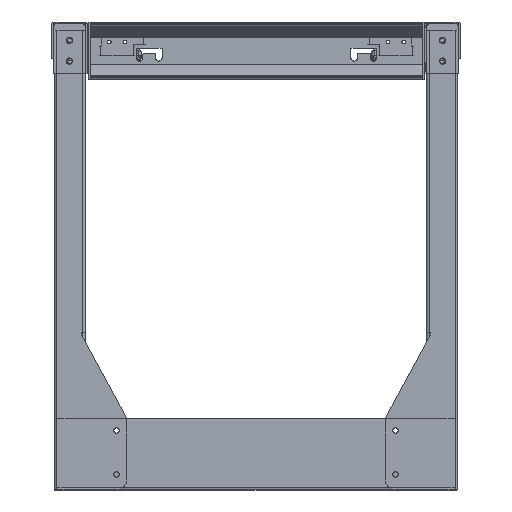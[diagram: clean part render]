
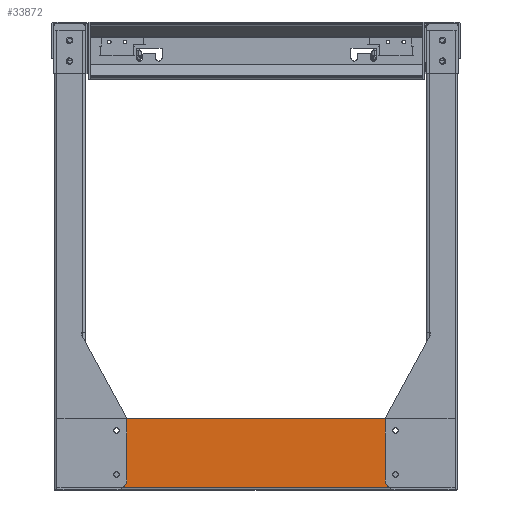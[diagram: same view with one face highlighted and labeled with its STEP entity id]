
A CAD part, left-side view. The second image highlights one B-rep face of the part: STEP entity #33872.
In plain terms, the highlighted planar face has unit normal (-1, 0, 0).
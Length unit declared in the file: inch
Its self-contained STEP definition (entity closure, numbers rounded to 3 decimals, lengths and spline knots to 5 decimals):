
#3507 = EDGE_CURVE ( 'NONE', #19920, #12371, #24791, .T. ) ;
#4017 = LINE ( 'NONE', #34011, #49765 ) ;
#4674 = VERTEX_POINT ( 'NONE', #26492 ) ;
#5180 = DIRECTION ( 'NONE',  ( 0., 0., 1. ) ) ;
#5726 = DIRECTION ( 'NONE',  ( -1., 0., 0. ) ) ;
#6148 = FACE_OUTER_BOUND ( 'NONE', #46245, .T. ) ;
#6462 = PLANE ( 'NONE',  #26684 ) ;
#6528 = EDGE_CURVE ( 'NONE', #22303, #23085, #13461, .T. ) ;
#8339 = DIRECTION ( 'NONE',  ( -1., 0., 0. ) ) ;
#8685 = VECTOR ( 'NONE', #33760, 39.37008 ) ;
#8721 = CARTESIAN_POINT ( 'NONE',  ( -10.27559, -4.91535, 0. ) ) ;
#9283 = CARTESIAN_POINT ( 'NONE',  ( -10.27559, 4.91535, 2.72835 ) ) ;
#12371 = VERTEX_POINT ( 'NONE', #42218 ) ;
#13461 = LINE ( 'NONE', #8721, #24292 ) ;
#15178 = DIRECTION ( 'NONE',  ( 0., 0., 1. ) ) ;
#15919 = EDGE_CURVE ( 'NONE', #12371, #60443, #46776, .T. ) ;
#16822 = VERTEX_POINT ( 'NONE', #58306 ) ;
#18863 = CIRCLE ( 'NONE', #55194, 0.3937 ) ;
#19055 = VECTOR ( 'NONE', #33927, 39.37008 ) ;
#19920 = VERTEX_POINT ( 'NONE', #31295 ) ;
#20419 = CARTESIAN_POINT ( 'NONE',  ( -10.27559, -5.30906, 0.3937 ) ) ;
#21609 = ORIENTED_EDGE ( 'NONE', *, *, #57247, .F. ) ;
#22303 = VERTEX_POINT ( 'NONE', #43431 ) ;
#22732 = AXIS2_PLACEMENT_3D ( 'NONE', #42064, #5726, #15178 ) ;
#23085 = VERTEX_POINT ( 'NONE', #43275 ) ;
#23860 = AXIS2_PLACEMENT_3D ( 'NONE', #20419, #38720, #43146 ) ;
#24292 = VECTOR ( 'NONE', #32707, 39.37008 ) ;
#24791 = LINE ( 'NONE', #9283, #19055 ) ;
#26492 = CARTESIAN_POINT ( 'NONE',  ( -10.27559, -5.06767, 0.08268 ) ) ;
#26684 = AXIS2_PLACEMENT_3D ( 'NONE', #39298, #35481, #49708 ) ;
#31295 = CARTESIAN_POINT ( 'NONE',  ( -10.27559, 4.91535, 0.3937 ) ) ;
#32707 = DIRECTION ( 'NONE',  ( 0., 0., -1. ) ) ;
#33760 = DIRECTION ( 'NONE',  ( 0., 1., 0. ) ) ;
#33872 = ADVANCED_FACE ( 'NONE', ( #6148 ), #6462, .F. ) ;
#33927 = DIRECTION ( 'NONE',  ( 0., 0., 1. ) ) ;
#34011 = CARTESIAN_POINT ( 'NONE',  ( -10.27559, -7.58465, 2.72835 ) ) ;
#35481 = DIRECTION ( 'NONE',  ( 1., 0., 0. ) ) ;
#36701 = ORIENTED_EDGE ( 'NONE', *, *, #3507, .F. ) ;
#36940 = LINE ( 'NONE', #56211, #8685 ) ;
#38320 = CARTESIAN_POINT ( 'NONE',  ( -10.27559, -5.30906, 2.62885 ) ) ;
#38720 = DIRECTION ( 'NONE',  ( -1., 0., 0. ) ) ;
#39298 = CARTESIAN_POINT ( 'NONE',  ( -10.27559, -7.58465, 2.72835 ) ) ;
#40422 = CIRCLE ( 'NONE', #61581, 0.3937 ) ;
#42064 = CARTESIAN_POINT ( 'NONE',  ( -10.27559, 5.30906, 2.62885 ) ) ;
#42136 = CARTESIAN_POINT ( 'NONE',  ( -10.27559, 5.30906, 0.3937 ) ) ;
#42218 = CARTESIAN_POINT ( 'NONE',  ( -10.27559, 4.91535, 2.62885 ) ) ;
#43088 = DIRECTION ( 'NONE',  ( -1., 0., 0. ) ) ;
#43146 = DIRECTION ( 'NONE',  ( 0., 0., 1. ) ) ;
#43275 = CARTESIAN_POINT ( 'NONE',  ( -10.27559, -4.91535, 0.3937 ) ) ;
#43431 = CARTESIAN_POINT ( 'NONE',  ( -10.27559, -4.91535, 2.62885 ) ) ;
#43478 = CARTESIAN_POINT ( 'NONE',  ( -10.27559, 5.06767, 0.08268 ) ) ;
#44078 = CIRCLE ( 'NONE', #23860, 0.3937 ) ;
#46038 = VERTEX_POINT ( 'NONE', #43478 ) ;
#46245 = EDGE_LOOP ( 'NONE', ( #21609, #51409, #36701, #57256, #56859, #49656, #57549, #51375 ) ) ;
#46776 = CIRCLE ( 'NONE', #22732, 0.3937 ) ;
#47042 = EDGE_CURVE ( 'NONE', #23085, #4674, #44078, .T. ) ;
#47199 = DIRECTION ( 'NONE',  ( 0., 0., 1. ) ) ;
#47245 = EDGE_CURVE ( 'NONE', #46038, #19920, #18863, .T. ) ;
#49656 = ORIENTED_EDGE ( 'NONE', *, *, #47042, .F. ) ;
#49708 = DIRECTION ( 'NONE',  ( 0., 0., -1. ) ) ;
#49765 = VECTOR ( 'NONE', #52020, 39.37008 ) ;
#51375 = ORIENTED_EDGE ( 'NONE', *, *, #54870, .F. ) ;
#51409 = ORIENTED_EDGE ( 'NONE', *, *, #15919, .F. ) ;
#52005 = CARTESIAN_POINT ( 'NONE',  ( -10.27559, 4.92813, 2.72835 ) ) ;
#52020 = DIRECTION ( 'NONE',  ( 0., -1., 0. ) ) ;
#54870 = EDGE_CURVE ( 'NONE', #16822, #22303, #40422, .T. ) ;
#55194 = AXIS2_PLACEMENT_3D ( 'NONE', #42136, #8339, #47199 ) ;
#56211 = CARTESIAN_POINT ( 'NONE',  ( -10.27559, -7.58465, 0.08268 ) ) ;
#56859 = ORIENTED_EDGE ( 'NONE', *, *, #61345, .F. ) ;
#57247 = EDGE_CURVE ( 'NONE', #60443, #16822, #4017, .T. ) ;
#57256 = ORIENTED_EDGE ( 'NONE', *, *, #47245, .F. ) ;
#57549 = ORIENTED_EDGE ( 'NONE', *, *, #6528, .F. ) ;
#58306 = CARTESIAN_POINT ( 'NONE',  ( -10.27559, -4.92813, 2.72835 ) ) ;
#60443 = VERTEX_POINT ( 'NONE', #52005 ) ;
#61345 = EDGE_CURVE ( 'NONE', #4674, #46038, #36940, .T. ) ;
#61581 = AXIS2_PLACEMENT_3D ( 'NONE', #38320, #43088, #5180 ) ;
